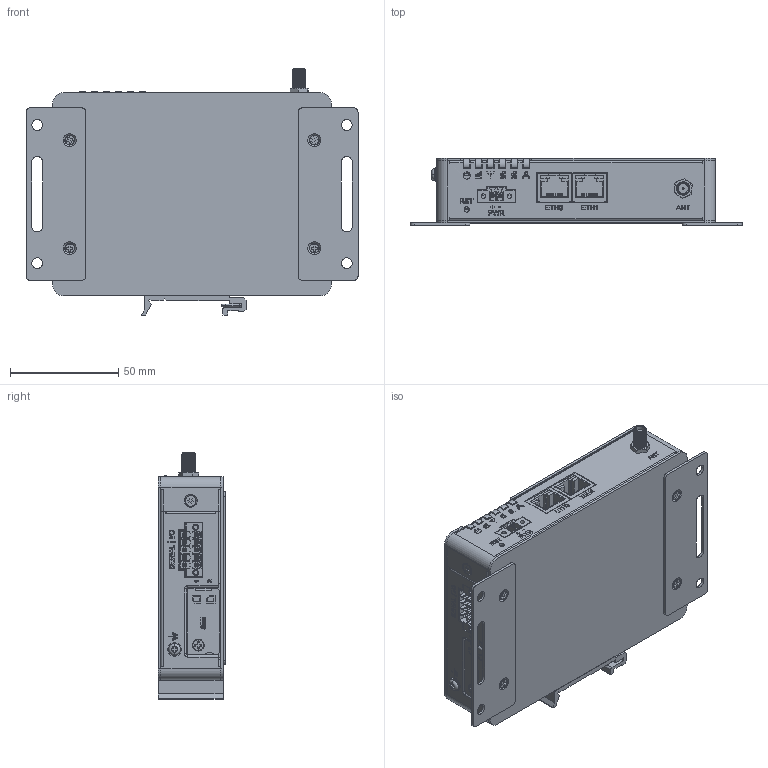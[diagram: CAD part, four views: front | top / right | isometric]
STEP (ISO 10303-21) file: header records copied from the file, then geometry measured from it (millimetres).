
FILE_DESCRIPTION (( 'STEP AP214' ), '1' );
FILE_NAME ('ICR3211B.STEP', '2019-02-08T12:29:31', ( '' ), ( '' ), 'SwSTEP 2.0', 'SolidWorks 2018', '' );
FILE_SCHEMA (( 'AUTOMOTIVE_DESIGN' ));
Length unit declared in the file: millimetre
Products named in the file (21): ICR3200_rear; PCB-ICR32xx-3; 0159-1110 (ICR32xx_IO); BB-DIN-ICR32; 691325110002(v2_pwr); ICR3211B; M3x5_PH_black; ICR3200_top; WSA_0803_09_14(ICR32xx); SMA_NUT_SILVER; ICR3200_front_Panel_ICR3211B; M3x5_Torx_black; 475530001(SIM_ICR32xx); B_ICR32xx_ICR3211; M2_5x5_Torx_black; M3x8_ICR32xx_Pe; ICR3200_lightPipe; ICR3200_wall_br; ICR3200_sim; ICR3200_bottom; RJ45(ICR32xx)
Assembly tree (38 placements, depth 3):
  ICR3211B
    ICR3200_bottom
    B_ICR32xx_ICR3211
      PCB-ICR32xx-3
      0159-1110 (ICR32xx_IO)
      691325110002(v2_pwr)
      RJ45(ICR32xx)  x2
      ICR3200_lightPipe
      WSA_0803_09_14(ICR32xx)
      475530001(SIM_ICR32xx)  x2
    ICR3200_front_Panel_ICR3211B
    ICR3200_rear
    ICR3200_top
    ICR3200_sim
    M3x5_Torx_black  x10
    M2_5x5_Torx_black
    M3x8_ICR32xx_Pe
    ICR3200_wall_br  x2
    M3x5_PH_black  x7
    SMA_NUT_SILVER
    BB-DIN-ICR32
Bounding box: 153.7 x 31.2 x 114 mm (x, y, z)
Volume: 85198.9 mm3; surface area: 141809.5 mm2
Topology: 50 solids, 94 shells, 6290 faces, 16953 edges, 11065 vertices
Faces by surface type: plane 3999, cylinder 1504, bspline 559, cone 146, torus 66, sphere 16
Entity records: 174822 total; most frequent: CARTESIAN_POINT 54559, ORIENTED_EDGE 24820, DIRECTION 21488, EDGE_CURVE 12410, VECTOR 8866, LINE 8866, VERTEX_POINT 8100, AXIS2_PLACEMENT_3D 6311
